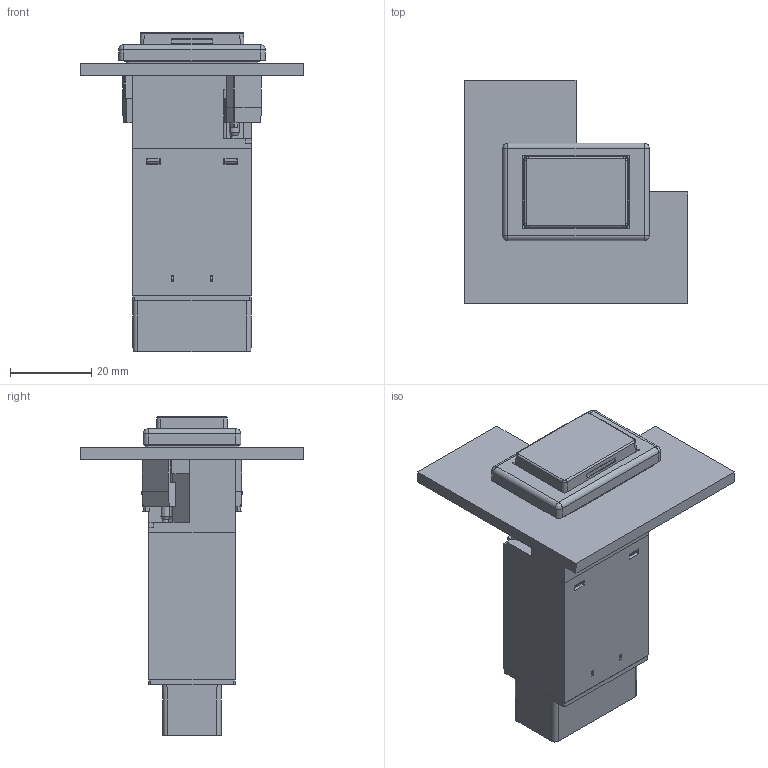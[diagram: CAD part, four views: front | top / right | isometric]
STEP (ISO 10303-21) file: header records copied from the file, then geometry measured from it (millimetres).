
FILE_DESCRIPTION (( 'STEP AP214' ), '1' );
FILE_NAME ('default.step.step', '2012-08-31T08:35:59', ( 'sysAdmin' ), ( 'SolidWorks' ), 'SwSTEP 2.0', 'SolidWorks 2012', '' );
FILE_SCHEMA (( 'AUTOMOTIVE_DESIGN' ));
Length unit declared in the file: millimetre
Products named in the file (1): default.step
Bounding box: 55 x 55 x 78.45 mm (x, y, z)
Volume: 23764.5 mm3; surface area: 31234.2 mm2
Topology: 15 solids, 15 shells, 959 faces, 2492 edges, 1580 vertices
Faces by surface type: plane 724, cylinder 151, cone 42, torus 28, sphere 10, bspline 4
Entity records: 39799 total; most frequent: CARTESIAN_POINT 5572, ORIENTED_EDGE 4968, DIRECTION 4638, EDGE_CURVE 2484, VECTOR 2038, LINE 2038, VERTEX_POINT 1580, AXIS2_PLACEMENT_3D 1300
